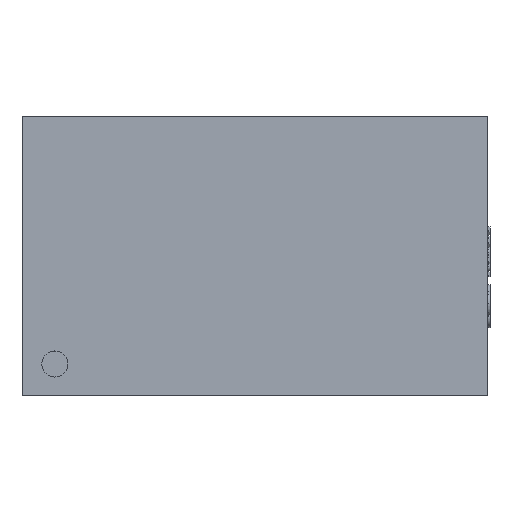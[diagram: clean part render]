
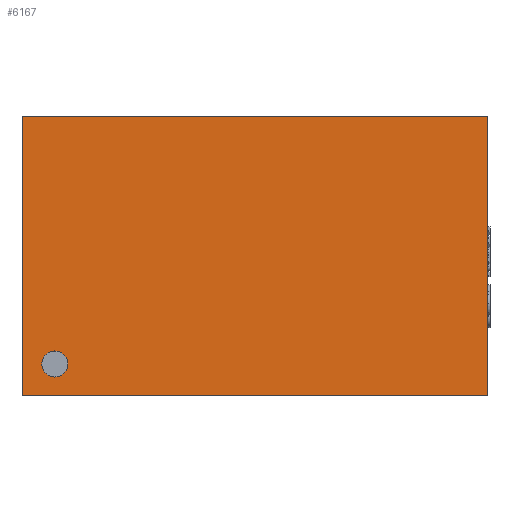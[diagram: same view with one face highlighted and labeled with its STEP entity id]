
A CAD part, top view. The second image highlights one B-rep face of the part: STEP entity #6167.
In plain terms, the highlighted planar face has unit normal (0, 0, 1).
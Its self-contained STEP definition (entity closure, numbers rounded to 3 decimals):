
#126 = VERTEX_POINT ( 'NONE', #19858 ) ;
#516 = CARTESIAN_POINT ( 'NONE',  ( 1., -0.6, 0.35 ) ) ;
#1511 = DIRECTION ( 'NONE',  ( 0., -1., 0. ) ) ;
#1739 = ORIENTED_EDGE ( 'NONE', *, *, #2447, .F. ) ;
#2430 = ORIENTED_EDGE ( 'NONE', *, *, #14103, .T. ) ;
#2447 = EDGE_CURVE ( 'NONE', #6329, #7965, #6790, .T. ) ;
#2678 = ORIENTED_EDGE ( 'NONE', *, *, #2700, .T. ) ;
#2700 = EDGE_CURVE ( 'NONE', #21157, #7265, #16801, .T. ) ;
#2979 = CIRCLE ( 'NONE', #18332, 0.056 ) ;
#4621 = DIRECTION ( 'NONE',  ( 1., 0., 0. ) ) ;
#5259 = ORIENTED_EDGE ( 'NONE', *, *, #8213, .T. ) ;
#5469 = DIRECTION ( 'NONE',  ( 0., 0., 1. ) ) ;
#6167 = ADVANCED_FACE ( 'NONE', ( #21307, #12802 ), #16245, .T. ) ;
#6329 = VERTEX_POINT ( 'NONE', #12766 ) ;
#6649 = DIRECTION ( 'NONE',  ( -1., 0., 0. ) ) ;
#6714 = DIRECTION ( 'NONE',  ( 0., 1., 0. ) ) ;
#6790 = CIRCLE ( 'NONE', #17854, 0.056 ) ;
#7001 = EDGE_LOOP ( 'NONE', ( #2678, #7336, #2430, #5259 ) ) ;
#7042 = DIRECTION ( 'NONE',  ( 1., 0., 0. ) ) ;
#7265 = VERTEX_POINT ( 'NONE', #15872 ) ;
#7336 = ORIENTED_EDGE ( 'NONE', *, *, #18348, .T. ) ;
#7916 = VECTOR ( 'NONE', #4621, 1000. ) ;
#7965 = VERTEX_POINT ( 'NONE', #8877 ) ;
#8213 = EDGE_CURVE ( 'NONE', #20778, #21157, #10000, .T. ) ;
#8877 = CARTESIAN_POINT ( 'NONE',  ( -0.915, -0.465, 0.35 ) ) ;
#9068 = CARTESIAN_POINT ( 'NONE',  ( -0.859, -0.465, 0.35 ) ) ;
#9245 = VECTOR ( 'NONE', #6714, 1000. ) ;
#9752 = DIRECTION ( 'NONE',  ( 1., 0., 0. ) ) ;
#10000 = LINE ( 'NONE', #19839, #7916 ) ;
#10116 = CARTESIAN_POINT ( 'NONE',  ( -1., -0.6, 0.35 ) ) ;
#10863 = DIRECTION ( 'NONE',  ( 0., 0., 1. ) ) ;
#11032 = VECTOR ( 'NONE', #6649, 1000. ) ;
#12137 = EDGE_LOOP ( 'NONE', ( #1739, #16212 ) ) ;
#12766 = CARTESIAN_POINT ( 'NONE',  ( -0.803, -0.465, 0.35 ) ) ;
#12802 = FACE_OUTER_BOUND ( 'NONE', #7001, .T. ) ;
#14103 = EDGE_CURVE ( 'NONE', #126, #20778, #14736, .T. ) ;
#14176 = EDGE_CURVE ( 'NONE', #7965, #6329, #2979, .T. ) ;
#14736 = LINE ( 'NONE', #21554, #17253 ) ;
#15181 = LINE ( 'NONE', #22014, #11032 ) ;
#15702 = DIRECTION ( 'NONE',  ( 1., 0., 0. ) ) ;
#15872 = CARTESIAN_POINT ( 'NONE',  ( 1., 0.6, 0.35 ) ) ;
#16135 = DIRECTION ( 'NONE',  ( 0., 0., 1. ) ) ;
#16212 = ORIENTED_EDGE ( 'NONE', *, *, #14176, .F. ) ;
#16245 = PLANE ( 'NONE',  #18017 ) ;
#16801 = LINE ( 'NONE', #18787, #9245 ) ;
#17253 = VECTOR ( 'NONE', #1511, 1000. ) ;
#17854 = AXIS2_PLACEMENT_3D ( 'NONE', #9068, #10863, #15702 ) ;
#18017 = AXIS2_PLACEMENT_3D ( 'NONE', #18241, #16135, #9752 ) ;
#18241 = CARTESIAN_POINT ( 'NONE',  ( 0., 0., 0.35 ) ) ;
#18332 = AXIS2_PLACEMENT_3D ( 'NONE', #20619, #5469, #7042 ) ;
#18348 = EDGE_CURVE ( 'NONE', #7265, #126, #15181, .T. ) ;
#18787 = CARTESIAN_POINT ( 'NONE',  ( 1., 0.6, 0.35 ) ) ;
#19839 = CARTESIAN_POINT ( 'NONE',  ( -1., -0.6, 0.35 ) ) ;
#19858 = CARTESIAN_POINT ( 'NONE',  ( -1., 0.6, 0.35 ) ) ;
#20619 = CARTESIAN_POINT ( 'NONE',  ( -0.859, -0.465, 0.35 ) ) ;
#20778 = VERTEX_POINT ( 'NONE', #10116 ) ;
#21157 = VERTEX_POINT ( 'NONE', #516 ) ;
#21307 = FACE_BOUND ( 'NONE', #12137, .T. ) ;
#21554 = CARTESIAN_POINT ( 'NONE',  ( -1., 0.6, 0.35 ) ) ;
#22014 = CARTESIAN_POINT ( 'NONE',  ( -1., 0.6, 0.35 ) ) ;
